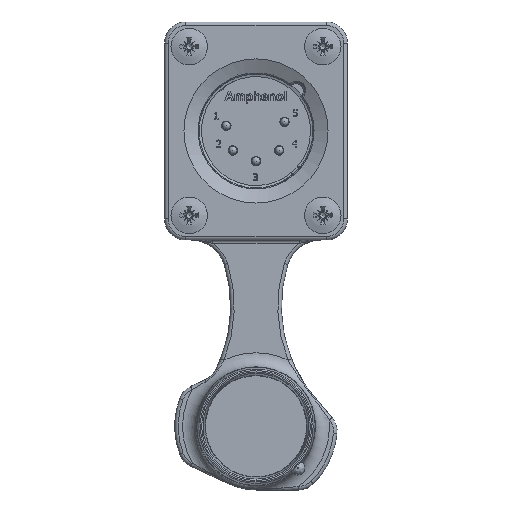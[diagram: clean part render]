
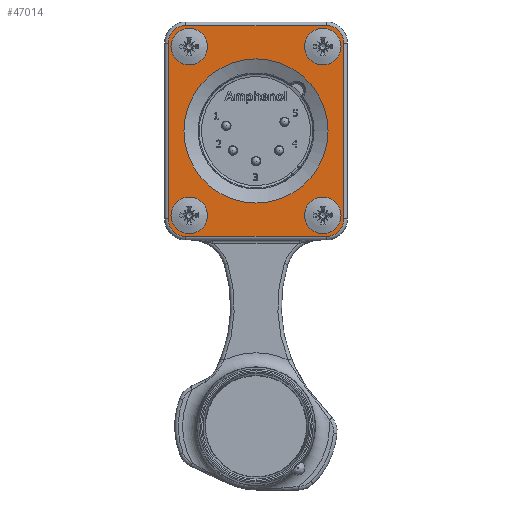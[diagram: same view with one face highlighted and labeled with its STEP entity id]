
A CAD part, top view. The second image highlights one B-rep face of the part: STEP entity #47014.
In plain terms, the highlighted planar face has unit normal (0, 0, 1).
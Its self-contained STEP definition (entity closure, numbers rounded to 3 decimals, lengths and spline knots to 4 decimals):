
#194=FACE_BOUND('',#12644,.T.);
#195=FACE_BOUND('',#12645,.T.);
#196=FACE_BOUND('',#12646,.T.);
#197=FACE_BOUND('',#12647,.T.);
#198=FACE_BOUND('',#12648,.T.);
#1453=PLANE('',#49609);
#3700=LINE('',#152913,#6217);
#3701=LINE('',#152917,#6218);
#3702=LINE('',#152921,#6219);
#3703=LINE('',#152925,#6220);
#6217=VECTOR('',#56596,0.3937);
#6218=VECTOR('',#56599,0.3937);
#6219=VECTOR('',#56602,0.3937);
#6220=VECTOR('',#56605,0.3937);
#6682=CIRCLE('',#47457,0.1024);
#6727=CIRCLE('',#47616,0.1024);
#6776=CIRCLE('',#47781,0.1024);
#6819=CIRCLE('',#47934,0.1024);
#7572=CIRCLE('',#49610,0.0984);
#7573=CIRCLE('',#49611,0.0984);
#7574=CIRCLE('',#49612,0.0984);
#7575=CIRCLE('',#49613,0.0984);
#7576=CIRCLE('',#49614,0.4035);
#10086=FACE_OUTER_BOUND('',#12643,.T.);
#12643=EDGE_LOOP('',(#39900,#39901,#39902,#39903,#39904,#39905,#39906,#39907));
#12644=EDGE_LOOP('',(#39908));
#12645=EDGE_LOOP('',(#39909));
#12646=EDGE_LOOP('',(#39910));
#12647=EDGE_LOOP('',(#39911));
#12648=EDGE_LOOP('',(#39912));
#16600=VERTEX_POINT('',#70278);
#17119=VERTEX_POINT('',#91416);
#17646=VERTEX_POINT('',#112514);
#18179=VERTEX_POINT('',#134176);
#20237=VERTEX_POINT('',#152911);
#20238=VERTEX_POINT('',#152912);
#20239=VERTEX_POINT('',#152914);
#20240=VERTEX_POINT('',#152916);
#20241=VERTEX_POINT('',#152918);
#20242=VERTEX_POINT('',#152920);
#20243=VERTEX_POINT('',#152922);
#20244=VERTEX_POINT('',#152924);
#20245=VERTEX_POINT('',#152927);
#21214=EDGE_CURVE('',#16600,#16600,#6682,.T.);
#22013=EDGE_CURVE('',#17119,#17119,#6727,.T.);
#22824=EDGE_CURVE('',#17646,#17646,#6776,.T.);
#23633=EDGE_CURVE('',#18179,#18179,#6819,.T.);
#26885=EDGE_CURVE('',#20237,#20238,#3700,.T.);
#26886=EDGE_CURVE('',#20239,#20237,#7572,.T.);
#26887=EDGE_CURVE('',#20240,#20239,#3701,.T.);
#26888=EDGE_CURVE('',#20241,#20240,#7573,.T.);
#26889=EDGE_CURVE('',#20242,#20241,#3702,.T.);
#26890=EDGE_CURVE('',#20243,#20242,#7574,.T.);
#26891=EDGE_CURVE('',#20244,#20243,#3703,.T.);
#26892=EDGE_CURVE('',#20238,#20244,#7575,.T.);
#26893=EDGE_CURVE('',#20245,#20245,#7576,.T.);
#39900=ORIENTED_EDGE('',*,*,#26885,.F.);
#39901=ORIENTED_EDGE('',*,*,#26886,.F.);
#39902=ORIENTED_EDGE('',*,*,#26887,.F.);
#39903=ORIENTED_EDGE('',*,*,#26888,.F.);
#39904=ORIENTED_EDGE('',*,*,#26889,.F.);
#39905=ORIENTED_EDGE('',*,*,#26890,.F.);
#39906=ORIENTED_EDGE('',*,*,#26891,.F.);
#39907=ORIENTED_EDGE('',*,*,#26892,.F.);
#39908=ORIENTED_EDGE('',*,*,#21214,.T.);
#39909=ORIENTED_EDGE('',*,*,#22013,.T.);
#39910=ORIENTED_EDGE('',*,*,#22824,.T.);
#39911=ORIENTED_EDGE('',*,*,#23633,.T.);
#39912=ORIENTED_EDGE('',*,*,#26893,.F.);
#47014=ADVANCED_FACE('',(#10086,#194,#195,#196,#197,#198),#1453,.T.);
#47457=AXIS2_PLACEMENT_3D('',#70280,#50242,#50243);
#47616=AXIS2_PLACEMENT_3D('',#91418,#50669,#50670);
#47781=AXIS2_PLACEMENT_3D('',#112516,#51108,#51109);
#47934=AXIS2_PLACEMENT_3D('',#134178,#51519,#51520);
#49609=AXIS2_PLACEMENT_3D('',#152910,#56594,#56595);
#49610=AXIS2_PLACEMENT_3D('',#152915,#56597,#56598);
#49611=AXIS2_PLACEMENT_3D('',#152919,#56600,#56601);
#49612=AXIS2_PLACEMENT_3D('',#152923,#56603,#56604);
#49613=AXIS2_PLACEMENT_3D('',#152926,#56606,#56607);
#49614=AXIS2_PLACEMENT_3D('',#152928,#56608,#56609);
#50242=DIRECTION('center_axis',(0.,0.,-1.));
#50243=DIRECTION('ref_axis',(0.,1.,0.));
#50669=DIRECTION('center_axis',(0.,0.,-1.));
#50670=DIRECTION('ref_axis',(0.,1.,0.));
#51108=DIRECTION('center_axis',(0.,0.,-1.));
#51109=DIRECTION('ref_axis',(0.,1.,0.));
#51519=DIRECTION('center_axis',(0.,0.,-1.));
#51520=DIRECTION('ref_axis',(0.,1.,0.));
#56594=DIRECTION('center_axis',(0.,0.,1.));
#56595=DIRECTION('ref_axis',(1.,0.,0.));
#56596=DIRECTION('',(-1.,0.,0.));
#56597=DIRECTION('center_axis',(0.,0.,-1.));
#56598=DIRECTION('ref_axis',(0.707,-0.707,0.));
#56599=DIRECTION('',(0.,-1.,0.));
#56600=DIRECTION('center_axis',(0.,0.,-1.));
#56601=DIRECTION('ref_axis',(0.707,0.707,0.));
#56602=DIRECTION('',(1.,0.,0.));
#56603=DIRECTION('center_axis',(0.,0.,-1.));
#56604=DIRECTION('ref_axis',(-0.707,0.707,0.));
#56605=DIRECTION('',(0.,1.,0.));
#56606=DIRECTION('center_axis',(0.,0.,-1.));
#56607=DIRECTION('ref_axis',(-0.707,-0.707,0.));
#56608=DIRECTION('center_axis',(0.,0.,1.));
#56609=DIRECTION('ref_axis',(-1.,0.,0.));
#70278=CARTESIAN_POINT('',(-0.2717,0.4724,0.0669));
#70280=CARTESIAN_POINT('Origin',(-0.374,0.4724,0.0669));
#91416=CARTESIAN_POINT('',(0.4764,0.4724,0.0669));
#91418=CARTESIAN_POINT('Origin',(0.374,0.4724,0.0669));
#112514=CARTESIAN_POINT('',(0.4764,-0.4724,0.0669));
#112516=CARTESIAN_POINT('Origin',(0.374,-0.4724,0.0669));
#134176=CARTESIAN_POINT('',(-0.2717,-0.4724,0.0669));
#134178=CARTESIAN_POINT('Origin',(-0.374,-0.4724,
0.0669));
#152910=CARTESIAN_POINT('Origin',(0.,0.,
0.0669));
#152911=CARTESIAN_POINT('',(0.3937,-0.5906,0.0669));
#152912=CARTESIAN_POINT('',(-0.3937,-0.5906,0.0669));
#152913=CARTESIAN_POINT('',(-0.1969,-0.5906,0.0669));
#152914=CARTESIAN_POINT('',(0.4921,-0.4921,0.0669));
#152915=CARTESIAN_POINT('Origin',(0.3937,-0.4921,
0.0669));
#152916=CARTESIAN_POINT('',(0.4921,0.4921,0.0669));
#152917=CARTESIAN_POINT('',(0.4921,-0.2461,0.0669));
#152918=CARTESIAN_POINT('',(0.3937,0.5906,0.0669));
#152919=CARTESIAN_POINT('Origin',(0.3937,0.4921,0.0669));
#152920=CARTESIAN_POINT('',(-0.3937,0.5906,0.0669));
#152921=CARTESIAN_POINT('',(0.1969,0.5906,0.0669));
#152922=CARTESIAN_POINT('',(-0.4921,0.4921,0.0669));
#152923=CARTESIAN_POINT('Origin',(-0.3937,0.4921,
0.0669));
#152924=CARTESIAN_POINT('',(-0.4921,-0.4921,0.0669));
#152925=CARTESIAN_POINT('',(-0.4921,0.2461,0.0669));
#152926=CARTESIAN_POINT('Origin',(-0.3937,-0.4921,
0.0669));
#152927=CARTESIAN_POINT('',(0.4035,0.,0.0669));
#152928=CARTESIAN_POINT('Origin',(0.,0.,
0.0669));
